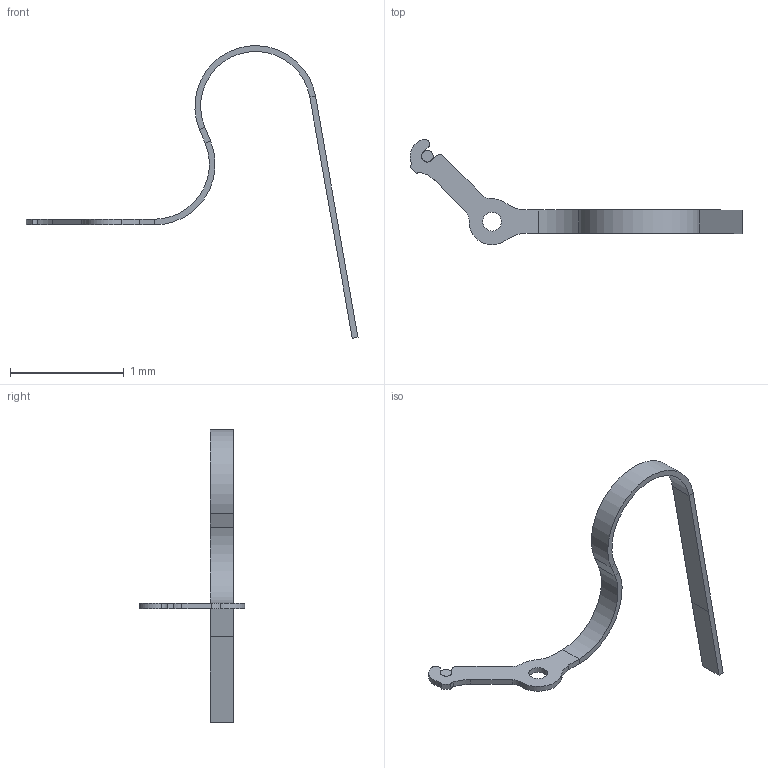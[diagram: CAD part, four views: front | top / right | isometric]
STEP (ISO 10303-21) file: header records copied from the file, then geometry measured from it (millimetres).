
FILE_DESCRIPTION (( 'STEP AP214' ), '1' );
FILE_NAME ('30-29-277-G Tip Arm Link.STEP', '2019-08-27T17:07:57', ( '' ), ( '' ), 'SwSTEP 2.0', 'SolidWorks 2017', '' );
FILE_SCHEMA (( 'AUTOMOTIVE_DESIGN' ));
Length unit declared in the file: inch
Products named in the file (1): 30-29-277-G Tip Arm Link
Bounding box: 2.92 x 0.93 x 2.57 mm (x, y, z)
Volume: 0.1 mm3; surface area: 3.4 mm2
Topology: 2 solids, 2 shells, 44 faces, 104 edges, 64 vertices
Faces by surface type: plane 24, cylinder 20
Full cylindrical faces by diameter (mm): 0.102 x1, 0.165 x1
Entity records: 1305 total; most frequent: DIRECTION 232, CARTESIAN_POINT 211, ORIENTED_EDGE 204, EDGE_CURVE 102, AXIS2_PLACEMENT_3D 85, VERTEX_POINT 64, VECTOR 62, LINE 62
